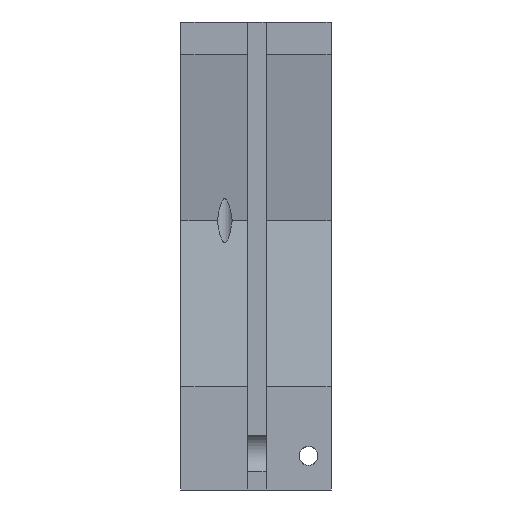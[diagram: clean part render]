
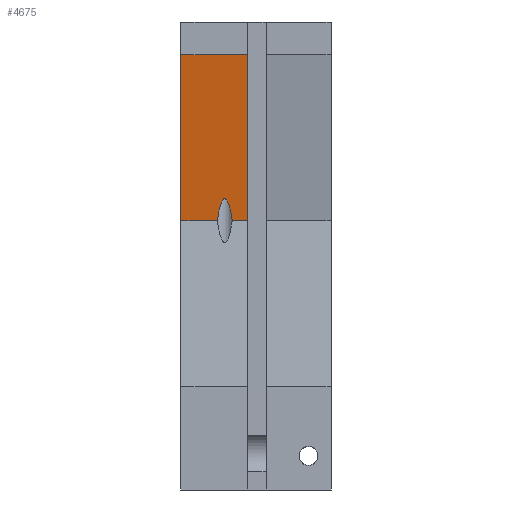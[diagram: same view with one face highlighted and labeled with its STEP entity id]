
A CAD part, left-side view. The second image highlights one B-rep face of the part: STEP entity #4675.
In plain terms, the highlighted planar face has unit normal (-0.986, 0, -0.166).
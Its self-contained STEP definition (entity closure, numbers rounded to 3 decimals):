
#624 = PLANE('',#625);
#625 = AXIS2_PLACEMENT_3D('',#626,#627,#628);
#626 = CARTESIAN_POINT('',(0.,15.846,0.));
#627 = DIRECTION('',(-0.,1.,0.));
#628 = DIRECTION('',(0.,0.,1.));
#680 = PLANE('',#681);
#681 = AXIS2_PLACEMENT_3D('',#682,#683,#684);
#682 = CARTESIAN_POINT('',(10.517,8.846,
    49.398));
#683 = DIRECTION('',(0.,1.,-0.));
#684 = DIRECTION('',(-1.,0.,0.));
#795 = CYLINDRICAL_SURFACE('',#796,1.);
#796 = AXIS2_PLACEMENT_3D('',#797,#798,#799);
#797 = CARTESIAN_POINT('',(3.561,11.221,0.));
#798 = DIRECTION('',(0.,0.,-1.));
#799 = DIRECTION('',(-1.,0.,-0.));
#1944 = PLANE('',#1945);
#1945 = AXIS2_PLACEMENT_3D('',#1946,#1947,#1948);
#1946 = CARTESIAN_POINT('',(0.,0.,0.));
#1947 = DIRECTION('',(1.,0.,-0.));
#1948 = DIRECTION('',(0.,0.,1.));
#3129 = VERTEX_POINT('',#3130);
#3130 = CARTESIAN_POINT('',(2.95,8.846,
    28.429));
#3143 = PLANE('',#3144);
#3144 = AXIS2_PLACEMENT_3D('',#3145,#3146,#3147);
#3145 = CARTESIAN_POINT('',(0.,0.,10.893));
#3146 = DIRECTION('',(0.986,0.,-0.166));
#3147 = DIRECTION('',(0.166,0.,0.986));
#3154 = EDGE_CURVE('',#3129,#3155,#3157,.T.);
#3155 = VERTEX_POINT('',#3156);
#3156 = CARTESIAN_POINT('',(0.,8.846,45.965));
#3157 = SURFACE_CURVE('',#3158,(#3162,#3168),.PCURVE_S1.);
#3158 = LINE('',#3159,#3160);
#3159 = CARTESIAN_POINT('',(1.339,8.846,38.006
    ));
#3160 = VECTOR('',#3161,1.);
#3161 = DIRECTION('',(-0.166,0.,0.986));
#3162 = PCURVE('',#680,#3163);
#3163 = DEFINITIONAL_REPRESENTATION('',(#3164),#3167);
#3164 = B_SPLINE_CURVE_WITH_KNOTS('',1,(#3165,#3166),.UNSPECIFIED.,.F.,
  .F.,(2,2),(-9.712,8.071),.PIECEWISE_BEZIER_KNOTS.);
#3165 = CARTESIAN_POINT('',(7.567,-20.969));
#3166 = CARTESIAN_POINT('',(10.517,-3.433));
#3167 = ( GEOMETRIC_REPRESENTATION_CONTEXT(2) 
PARAMETRIC_REPRESENTATION_CONTEXT() REPRESENTATION_CONTEXT('2D SPACE',''
  ) );
#3168 = PCURVE('',#3169,#3174);
#3169 = PLANE('',#3170);
#3170 = AXIS2_PLACEMENT_3D('',#3171,#3172,#3173);
#3171 = CARTESIAN_POINT('',(2.95,0.,28.429));
#3172 = DIRECTION('',(0.986,0.,0.166));
#3173 = DIRECTION('',(-0.166,0.,0.986));
#3174 = DEFINITIONAL_REPRESENTATION('',(#3175),#3178);
#3175 = B_SPLINE_CURVE_WITH_KNOTS('',1,(#3176,#3177),.UNSPECIFIED.,.F.,
  .F.,(2,2),(-9.712,8.071),.PIECEWISE_BEZIER_KNOTS.);
#3176 = CARTESIAN_POINT('',(0.,-8.846));
#3177 = CARTESIAN_POINT('',(17.782,-8.846));
#3178 = ( GEOMETRIC_REPRESENTATION_CONTEXT(2) 
PARAMETRIC_REPRESENTATION_CONTEXT() REPRESENTATION_CONTEXT('2D SPACE',''
  ) );
#3257 = VERTEX_POINT('',#3258);
#3258 = CARTESIAN_POINT('',(2.95,15.846,
    28.429));
#3277 = EDGE_CURVE('',#3278,#3257,#3280,.T.);
#3278 = VERTEX_POINT('',#3279);
#3279 = CARTESIAN_POINT('',(0.,15.846,45.965));
#3280 = SURFACE_CURVE('',#3281,(#3285,#3291),.PCURVE_S1.);
#3281 = LINE('',#3282,#3283);
#3282 = CARTESIAN_POINT('',(5.235,15.846,
    14.847));
#3283 = VECTOR('',#3284,1.);
#3284 = DIRECTION('',(0.166,0.,-0.986));
#3285 = PCURVE('',#624,#3286);
#3286 = DEFINITIONAL_REPRESENTATION('',(#3287),#3290);
#3287 = B_SPLINE_CURVE_WITH_KNOTS('',1,(#3288,#3289),.UNSPECIFIED.,.F.,
  .F.,(2,2),(-31.555,-13.773),.PIECEWISE_BEZIER_KNOTS.);
#3288 = CARTESIAN_POINT('',(45.965,0.));
#3289 = CARTESIAN_POINT('',(28.429,2.95));
#3290 = ( GEOMETRIC_REPRESENTATION_CONTEXT(2) 
PARAMETRIC_REPRESENTATION_CONTEXT() REPRESENTATION_CONTEXT('2D SPACE',''
  ) );
#3291 = PCURVE('',#3169,#3292);
#3292 = DEFINITIONAL_REPRESENTATION('',(#3293),#3296);
#3293 = B_SPLINE_CURVE_WITH_KNOTS('',1,(#3294,#3295),.UNSPECIFIED.,.F.,
  .F.,(2,2),(-31.555,-13.773),.PIECEWISE_BEZIER_KNOTS.);
#3294 = CARTESIAN_POINT('',(17.782,-15.846));
#3295 = CARTESIAN_POINT('',(0.,-15.846));
#3296 = ( GEOMETRIC_REPRESENTATION_CONTEXT(2) 
PARAMETRIC_REPRESENTATION_CONTEXT() REPRESENTATION_CONTEXT('2D SPACE',''
  ) );
#4441 = VERTEX_POINT('',#4442);
#4442 = CARTESIAN_POINT('',(2.95,12.013,
    28.429));
#4469 = EDGE_CURVE('',#4441,#4470,#4472,.T.);
#4470 = VERTEX_POINT('',#4471);
#4471 = CARTESIAN_POINT('',(2.561,11.221,
    30.74));
#4472 = SURFACE_CURVE('',#4473,(#4478,#4490),.PCURVE_S1.);
#4473 = ELLIPSE('',#4474,6.028,1.);
#4474 = AXIS2_PLACEMENT_3D('',#4475,#4476,#4477);
#4475 = CARTESIAN_POINT('',(3.561,11.221,
    24.796));
#4476 = DIRECTION('',(0.986,0.,0.166));
#4477 = DIRECTION('',(0.166,0.,-0.986));
#4478 = PCURVE('',#795,#4479);
#4479 = DEFINITIONAL_REPRESENTATION('',(#4480),#4489);
#4480 = B_SPLINE_CURVE_WITH_KNOTS('',7,(#4481,#4482,#4483,#4484,#4485,
    #4486,#4487,#4488),.UNSPECIFIED.,.F.,.F.,(8,8),(1.892,
    3.142),.PIECEWISE_BEZIER_KNOTS.);
#4481 = CARTESIAN_POINT('',(1.249,-26.675));
#4482 = CARTESIAN_POINT('',(1.071,-27.682));
#4483 = CARTESIAN_POINT('',(0.892,-28.618));
#4484 = CARTESIAN_POINT('',(0.714,-29.432));
#4485 = CARTESIAN_POINT('',(0.535,-30.078));
#4486 = CARTESIAN_POINT('',(0.357,-30.519));
#4487 = CARTESIAN_POINT('',(0.178,-30.74));
#4488 = CARTESIAN_POINT('',(0.,-30.74));
#4489 = ( GEOMETRIC_REPRESENTATION_CONTEXT(2) 
PARAMETRIC_REPRESENTATION_CONTEXT() REPRESENTATION_CONTEXT('2D SPACE',''
  ) );
#4490 = PCURVE('',#3169,#4491);
#4491 = DEFINITIONAL_REPRESENTATION('',(#4492),#4496);
#4492 = ELLIPSE('',#4493,6.028,1.);
#4493 = AXIS2_PLACEMENT_2D('',#4494,#4495);
#4494 = CARTESIAN_POINT('',(-3.684,-11.221));
#4495 = DIRECTION('',(-1.,0.));
#4496 = ( GEOMETRIC_REPRESENTATION_CONTEXT(2) 
PARAMETRIC_REPRESENTATION_CONTEXT() REPRESENTATION_CONTEXT('2D SPACE',''
  ) );
#4521 = EDGE_CURVE('',#4470,#4522,#4524,.T.);
#4522 = VERTEX_POINT('',#4523);
#4523 = CARTESIAN_POINT('',(2.95,10.43,
    28.429));
#4524 = SURFACE_CURVE('',#4525,(#4530,#4542),.PCURVE_S1.);
#4525 = ELLIPSE('',#4526,6.028,1.);
#4526 = AXIS2_PLACEMENT_3D('',#4527,#4528,#4529);
#4527 = CARTESIAN_POINT('',(3.561,11.221,
    24.796));
#4528 = DIRECTION('',(0.986,0.,0.166));
#4529 = DIRECTION('',(0.166,0.,-0.986));
#4530 = PCURVE('',#795,#4531);
#4531 = DEFINITIONAL_REPRESENTATION('',(#4532),#4541);
#4532 = B_SPLINE_CURVE_WITH_KNOTS('',7,(#4533,#4534,#4535,#4536,#4537,
    #4538,#4539,#4540),.UNSPECIFIED.,.F.,.F.,(8,8),(3.142,
    4.391),.PIECEWISE_BEZIER_KNOTS.);
#4533 = CARTESIAN_POINT('',(6.283,-30.74));
#4534 = CARTESIAN_POINT('',(6.105,-30.74));
#4535 = CARTESIAN_POINT('',(5.926,-30.519));
#4536 = CARTESIAN_POINT('',(5.748,-30.078));
#4537 = CARTESIAN_POINT('',(5.569,-29.432));
#4538 = CARTESIAN_POINT('',(5.391,-28.618));
#4539 = CARTESIAN_POINT('',(5.213,-27.682));
#4540 = CARTESIAN_POINT('',(5.034,-26.675));
#4541 = ( GEOMETRIC_REPRESENTATION_CONTEXT(2) 
PARAMETRIC_REPRESENTATION_CONTEXT() REPRESENTATION_CONTEXT('2D SPACE',''
  ) );
#4542 = PCURVE('',#3169,#4543);
#4543 = DEFINITIONAL_REPRESENTATION('',(#4544),#4548);
#4544 = ELLIPSE('',#4545,6.028,1.);
#4545 = AXIS2_PLACEMENT_2D('',#4546,#4547);
#4546 = CARTESIAN_POINT('',(-3.684,-11.221));
#4547 = DIRECTION('',(-1.,0.));
#4548 = ( GEOMETRIC_REPRESENTATION_CONTEXT(2) 
PARAMETRIC_REPRESENTATION_CONTEXT() REPRESENTATION_CONTEXT('2D SPACE',''
  ) );
#4597 = EDGE_CURVE('',#3155,#3278,#4598,.T.);
#4598 = SURFACE_CURVE('',#4599,(#4603,#4610),.PCURVE_S1.);
#4599 = LINE('',#4600,#4601);
#4600 = CARTESIAN_POINT('',(0.,0.,45.965));
#4601 = VECTOR('',#4602,1.);
#4602 = DIRECTION('',(-0.,1.,0.));
#4603 = PCURVE('',#1944,#4604);
#4604 = DEFINITIONAL_REPRESENTATION('',(#4605),#4609);
#4605 = LINE('',#4606,#4607);
#4606 = CARTESIAN_POINT('',(45.965,0.));
#4607 = VECTOR('',#4608,1.);
#4608 = DIRECTION('',(0.,-1.));
#4609 = ( GEOMETRIC_REPRESENTATION_CONTEXT(2) 
PARAMETRIC_REPRESENTATION_CONTEXT() REPRESENTATION_CONTEXT('2D SPACE',''
  ) );
#4610 = PCURVE('',#3169,#4611);
#4611 = DEFINITIONAL_REPRESENTATION('',(#4612),#4616);
#4612 = LINE('',#4613,#4614);
#4613 = CARTESIAN_POINT('',(17.782,0.));
#4614 = VECTOR('',#4615,1.);
#4615 = DIRECTION('',(0.,-1.));
#4616 = ( GEOMETRIC_REPRESENTATION_CONTEXT(2) 
PARAMETRIC_REPRESENTATION_CONTEXT() REPRESENTATION_CONTEXT('2D SPACE',''
  ) );
#4675 = ADVANCED_FACE('5',(#4676),#3169,.F.);
#4676 = FACE_BOUND('',#4677,.F.);
#4677 = EDGE_LOOP('',(#4678,#4679,#4700,#4701,#4702,#4723,#4724));
#4678 = ORIENTED_EDGE('',*,*,#3154,.F.);
#4679 = ORIENTED_EDGE('',*,*,#4680,.T.);
#4680 = EDGE_CURVE('',#3129,#4522,#4681,.T.);
#4681 = SURFACE_CURVE('',#4682,(#4686,#4693),.PCURVE_S1.);
#4682 = LINE('',#4683,#4684);
#4683 = CARTESIAN_POINT('',(2.95,0.,28.429));
#4684 = VECTOR('',#4685,1.);
#4685 = DIRECTION('',(-0.,1.,0.));
#4686 = PCURVE('',#3169,#4687);
#4687 = DEFINITIONAL_REPRESENTATION('',(#4688),#4692);
#4688 = LINE('',#4689,#4690);
#4689 = CARTESIAN_POINT('',(0.,0.));
#4690 = VECTOR('',#4691,1.);
#4691 = DIRECTION('',(0.,-1.));
#4692 = ( GEOMETRIC_REPRESENTATION_CONTEXT(2) 
PARAMETRIC_REPRESENTATION_CONTEXT() REPRESENTATION_CONTEXT('2D SPACE',''
  ) );
#4693 = PCURVE('',#3143,#4694);
#4694 = DEFINITIONAL_REPRESENTATION('',(#4695),#4699);
#4695 = LINE('',#4696,#4697);
#4696 = CARTESIAN_POINT('',(17.782,0.));
#4697 = VECTOR('',#4698,1.);
#4698 = DIRECTION('',(0.,-1.));
#4699 = ( GEOMETRIC_REPRESENTATION_CONTEXT(2) 
PARAMETRIC_REPRESENTATION_CONTEXT() REPRESENTATION_CONTEXT('2D SPACE',''
  ) );
#4700 = ORIENTED_EDGE('',*,*,#4521,.F.);
#4701 = ORIENTED_EDGE('',*,*,#4469,.F.);
#4702 = ORIENTED_EDGE('',*,*,#4703,.T.);
#4703 = EDGE_CURVE('',#4441,#3257,#4704,.T.);
#4704 = SURFACE_CURVE('',#4705,(#4709,#4716),.PCURVE_S1.);
#4705 = LINE('',#4706,#4707);
#4706 = CARTESIAN_POINT('',(2.95,0.,28.429));
#4707 = VECTOR('',#4708,1.);
#4708 = DIRECTION('',(-0.,1.,0.));
#4709 = PCURVE('',#3169,#4710);
#4710 = DEFINITIONAL_REPRESENTATION('',(#4711),#4715);
#4711 = LINE('',#4712,#4713);
#4712 = CARTESIAN_POINT('',(0.,0.));
#4713 = VECTOR('',#4714,1.);
#4714 = DIRECTION('',(0.,-1.));
#4715 = ( GEOMETRIC_REPRESENTATION_CONTEXT(2) 
PARAMETRIC_REPRESENTATION_CONTEXT() REPRESENTATION_CONTEXT('2D SPACE',''
  ) );
#4716 = PCURVE('',#3143,#4717);
#4717 = DEFINITIONAL_REPRESENTATION('',(#4718),#4722);
#4718 = LINE('',#4719,#4720);
#4719 = CARTESIAN_POINT('',(17.782,0.));
#4720 = VECTOR('',#4721,1.);
#4721 = DIRECTION('',(0.,-1.));
#4722 = ( GEOMETRIC_REPRESENTATION_CONTEXT(2) 
PARAMETRIC_REPRESENTATION_CONTEXT() REPRESENTATION_CONTEXT('2D SPACE',''
  ) );
#4723 = ORIENTED_EDGE('',*,*,#3277,.F.);
#4724 = ORIENTED_EDGE('',*,*,#4597,.F.);
